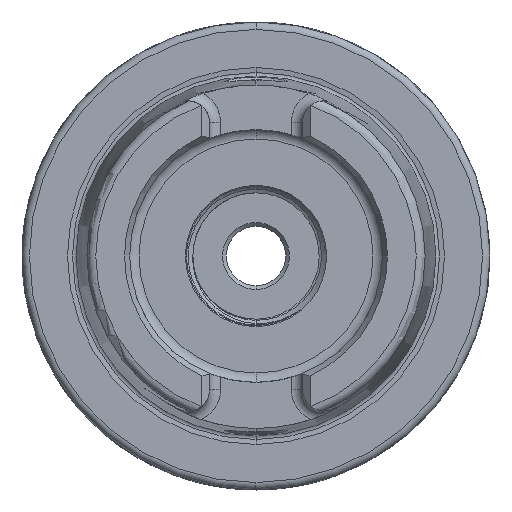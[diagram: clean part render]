
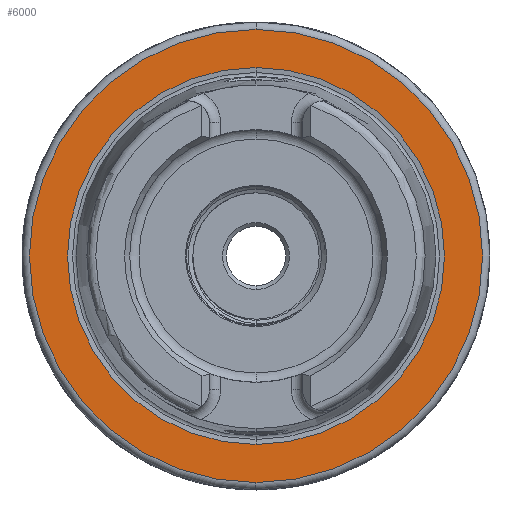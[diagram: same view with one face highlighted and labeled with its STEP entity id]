
A CAD part, left-side view. The second image highlights one B-rep face of the part: STEP entity #6000.
In plain terms, the highlighted planar face has unit normal (-1, 0, 0).
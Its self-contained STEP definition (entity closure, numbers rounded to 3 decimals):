
#3107 = AXIS2_PLACEMENT_3D ( 'NONE', #16918, #16919, #16920 ) ;
#3109 = AXIS2_PLACEMENT_3D ( 'NONE', #16921, #16922, #16923 ) ;
#3764 = CARTESIAN_POINT ( 'NONE',  ( 0., 0., -30.5 ) ) ;
#3765 = CARTESIAN_POINT ( 'NONE',  ( 0., 0., 30.5 ) ) ;
#3768 = CARTESIAN_POINT ( 'NONE',  ( 0., 0., -25.369 ) ) ;
#3769 = CARTESIAN_POINT ( 'NONE',  ( 0., 0., 25.369 ) ) ;
#3944 = CIRCLE ( 'NONE', #5756, 30.5 ) ;
#3950 = CIRCLE ( 'NONE', #5774, 25.369 ) ;
#5105 = CARTESIAN_POINT ( 'NONE',  ( 0., 0., 0. ) ) ;
#5106 = DIRECTION ( 'NONE',  ( -1., 0., 0. ) ) ;
#5107 = DIRECTION ( 'NONE',  ( 0., 0., 1. ) ) ;
#5138 = CARTESIAN_POINT ( 'NONE',  ( 0., 0., 0. ) ) ;
#5139 = DIRECTION ( 'NONE',  ( 1., 0., 0. ) ) ;
#5140 = DIRECTION ( 'NONE',  ( 0., 0., -1. ) ) ;
#5756 = AXIS2_PLACEMENT_3D ( 'NONE', #5105, #5106, #5107 ) ;
#5774 = AXIS2_PLACEMENT_3D ( 'NONE', #5138, #5139, #5140 ) ;
#6000 = ADVANCED_FACE ( 'NONE', ( #9875, #9879 ), #18371, .T. ) ;
#7569 = VERTEX_POINT ( 'NONE', #3764 ) ;
#7570 = VERTEX_POINT ( 'NONE', #3765 ) ;
#7573 = VERTEX_POINT ( 'NONE', #3768 ) ;
#7574 = VERTEX_POINT ( 'NONE', #3769 ) ;
#7841 = EDGE_LOOP ( 'NONE', ( #10622, #10621 ) ) ;
#7842 = EDGE_LOOP ( 'NONE', ( #10619, #10620 ) ) ;
#9875 = FACE_OUTER_BOUND ( 'NONE', #7842, .T. ) ;
#9879 = FACE_BOUND ( 'NONE', #7841, .T. ) ;
#9881 = AXIS2_PLACEMENT_3D ( 'NONE', #18372, #18373, #18374 ) ;
#9930 = EDGE_CURVE ( 'NONE', #7569, #7570, #11481, .T. ) ;
#9931 = EDGE_CURVE ( 'NONE', #7573, #7574, #11482, .T. ) ;
#10619 = ORIENTED_EDGE ( 'NONE', *, *, #11288, .T. ) ;
#10620 = ORIENTED_EDGE ( 'NONE', *, *, #9930, .T. ) ;
#10621 = ORIENTED_EDGE ( 'NONE', *, *, #9931, .T. ) ;
#10622 = ORIENTED_EDGE ( 'NONE', *, *, #11299, .T. ) ;
#11288 = EDGE_CURVE ( 'NONE', #7570, #7569, #3944, .T. ) ;
#11299 = EDGE_CURVE ( 'NONE', #7574, #7573, #3950, .T. ) ;
#11481 = CIRCLE ( 'NONE', #3107, 30.5 ) ;
#11482 = CIRCLE ( 'NONE', #3109, 25.369 ) ;
#16918 = CARTESIAN_POINT ( 'NONE',  ( 0., 0., 0. ) ) ;
#16919 = DIRECTION ( 'NONE',  ( -1., 0., 0. ) ) ;
#16920 = DIRECTION ( 'NONE',  ( 0., 0., 1. ) ) ;
#16921 = CARTESIAN_POINT ( 'NONE',  ( 0., 0., 0. ) ) ;
#16922 = DIRECTION ( 'NONE',  ( 1., 0., 0. ) ) ;
#16923 = DIRECTION ( 'NONE',  ( 0., 0., -1. ) ) ;
#18371 = PLANE ( 'NONE',  #9881 ) ;
#18372 = CARTESIAN_POINT ( 'NONE',  ( 0., 25.369, 0. ) ) ;
#18373 = DIRECTION ( 'NONE',  ( -1., 0., 0. ) ) ;
#18374 = DIRECTION ( 'NONE',  ( 0., 0., 1. ) ) ;
